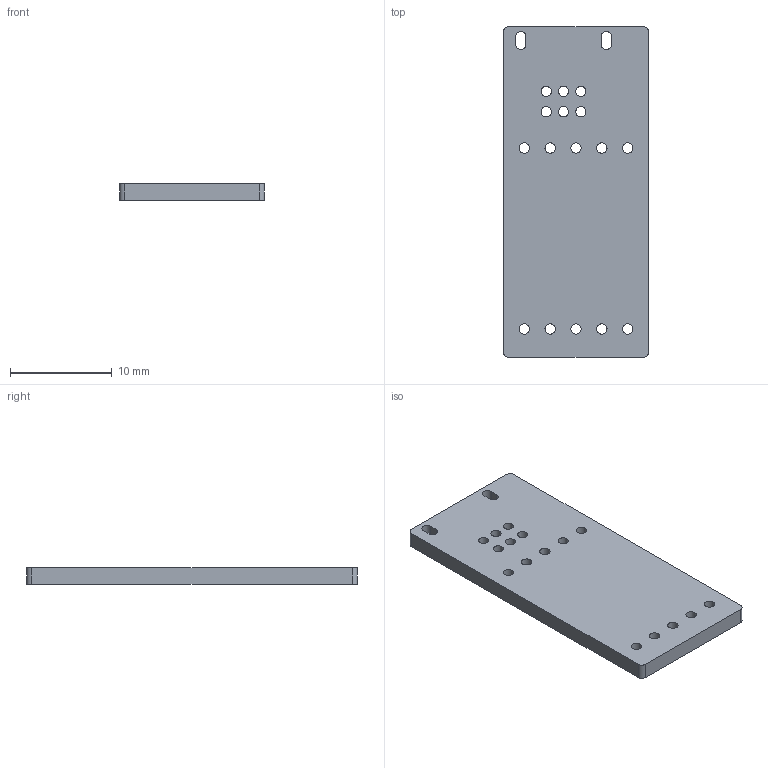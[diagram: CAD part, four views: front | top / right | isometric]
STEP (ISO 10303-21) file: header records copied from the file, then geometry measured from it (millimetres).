
FILE_DESCRIPTION(('KiCad electronic assembly'),'2;1');
FILE_NAME('Adapter.step','2022-08-30T18:15:33',('Pcbnew'),('Kicad'), 'Open CASCADE STEP processor 7.6','KiCad to STEP converter','Unknown' );
FILE_SCHEMA(('AUTOMOTIVE_DESIGN { 1 0 10303 214 1 1 1 1 }'));
Length unit declared in the file: millimetre
Products named in the file (2): Adapter 1; Adapter PCB
Assembly tree (1 placements, depth 2):
  Adapter 1
    Adapter PCB
Bounding box: 14.22 x 32.51 x 1.6 mm (x, y, z)
Volume: 713.9 mm3; surface area: 1137.1 mm2
Topology: 1 solids, 1 shells, 34 faces, 96 edges, 64 vertices
Faces by surface type: cylinder 24, plane 10
Full cylindrical faces by diameter (mm): 1 x6, 1.02 x10
Entity records: 2495 total; most frequent: DIRECTION 408, CARTESIAN_POINT 388, ORIENTED_EDGE 192, LINE 192, VECTOR 192, PCURVE 192, DEFINITIONAL_REPRESENTATION 192, EDGE_CURVE 96
